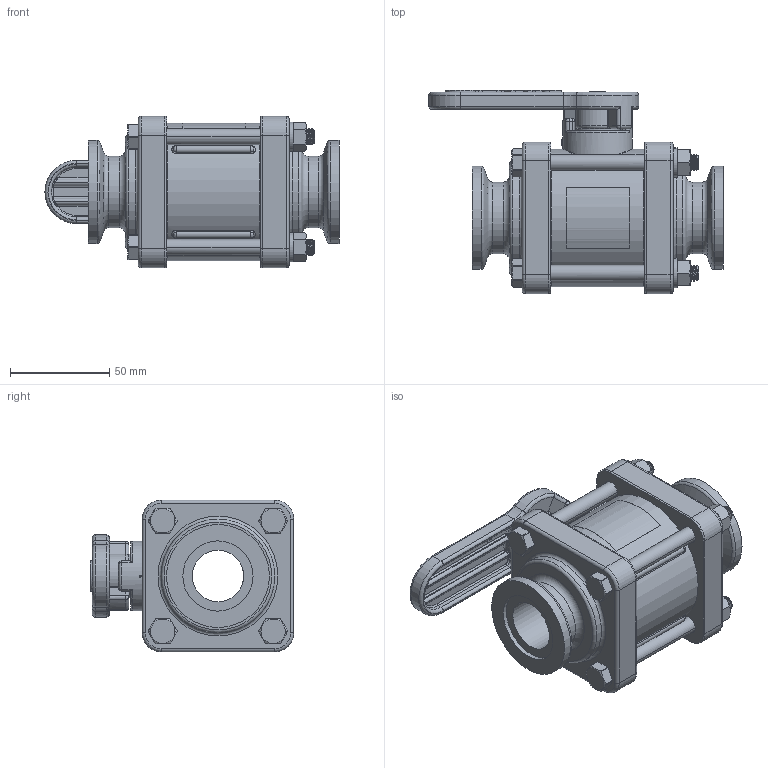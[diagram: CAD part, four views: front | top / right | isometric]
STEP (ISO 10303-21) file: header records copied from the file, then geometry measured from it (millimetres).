
FILE_DESCRIPTION(/* description */ ('1" FULL PORT w/ C-FLANGE'),/* implementation_level */ '2;1');
FILE_NAME(/* name */ 'MV100CF.stp',/* time_stamp */ '2019-09-12T10:59:54-04:00',/* author */ ('jhill4'),/* organization */ (''),/* preprocessor_version */ 'ST-DEVELOPER v17',/* originating_system */ 'Autodesk Inventor 2019',/* authorisation */ '');
FILE_SCHEMA (('AUTOMOTIVE_DESIGN { 1 0 10303 214 3 1 1 }'));
Length unit declared in the file: inch
Products named in the file (20): MV100CF; V10254; V10254_1; VL1001; V10060; V10151A; V10163; V10159; V10153A; V10020A; V10264; V10258A; V10278; V10278X; V10155; V10155M; VX10155; V10117; V10118; V10119
Assembly tree (31 placements, depth 4):
  MV100CF
    V10254
      V10254_1
      VL1001
    V10060
    V10151A
    V10163
    V10159
    V10153A
    V10020A
    V10264  x2
    V10258A  x2
    V10278  x2
      V10278X
    V10155
      V10155M
        VX10155
    V10117  x4
    V10118  x4
    V10119  x4
Bounding box: 147.96 x 102.29 x 76.2 mm (x, y, z)
Volume: 381057.7 mm3; surface area: 133289.7 mm2
Topology: 27 solids, 27 shells, 1857 faces, 4474 edges, 2730 vertices
Faces by surface type: cylinder 659, cone 513, plane 487, torus 120, bspline 45, sphere 33
Full cylindrical faces by diameter (mm): 3.556 x1, 4.178 x39, 4.826 x39, 5.08 x1, 8.89 x8, 10.516 x1, 14.224 x1, 14.275 x1, 14.351 x1, 14.529 x1, 16.002 x1, 18.72 x1, 19.05 x2, 22.098 x1, 22.225 x1, 22.733 x1, 25.857 x1, 25.908 x4, 27.813 x2, 29.083 x2, 32.893 x2, 34.925 x1, 35.306 x2, 36.068 x2, 38.1 x2, 38.278 x2, 44.958 x2, 51.816 x2, 53.848 x1, 57.15 x2
Entity records: 41139 total; most frequent: CARTESIAN_POINT 13605, DIRECTION 5660, ORIENTED_EDGE 5620, EDGE_CURVE 2810, AXIS2_PLACEMENT_3D 2142, VERTEX_POINT 1787, LINE 1376, VECTOR 1376
